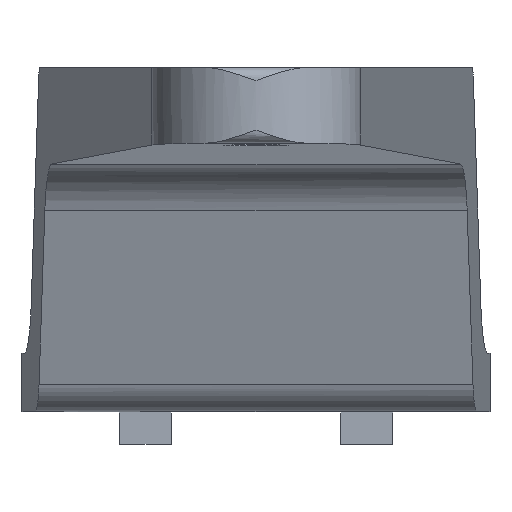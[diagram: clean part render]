
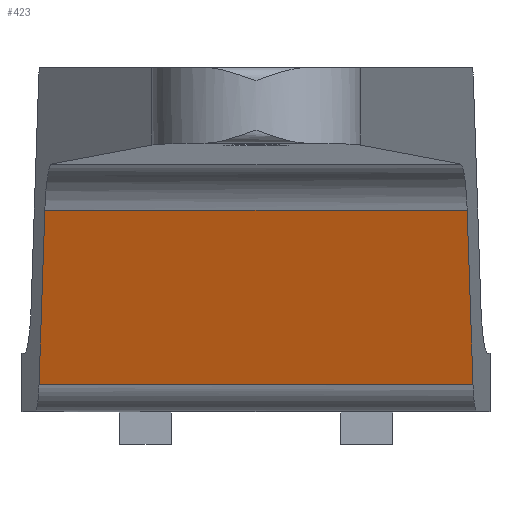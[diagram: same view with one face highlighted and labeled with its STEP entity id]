
A CAD part, front view. The second image highlights one B-rep face of the part: STEP entity #423.
In plain terms, the highlighted planar face has unit normal (0, -0.958, -0.287).
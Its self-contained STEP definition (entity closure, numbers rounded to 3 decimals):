
#237 = VERTEX_POINT ( 'NONE', #1019 ) ;
#262 = EDGE_CURVE ( 'NONE', #237, #263, #1120, .T. ) ;
#263 = VERTEX_POINT ( 'NONE', #1116 ) ;
#332 = ORIENTED_EDGE ( 'NONE', *, *, #419, .T. ) ;
#333 = ORIENTED_EDGE ( 'NONE', *, *, #262, .F. ) ;
#419 = EDGE_CURVE ( 'NONE', #577, #263, #1424, .T. ) ;
#423 = ADVANCED_FACE ( 'NONE', ( #1369 ), #1368, .F. ) ;
#424 = EDGE_LOOP ( 'NONE', ( #425, #427, #332, #333 ) ) ;
#425 = ORIENTED_EDGE ( 'NONE', *, *, #426, .F. ) ;
#426 = EDGE_CURVE ( 'NONE', #580, #237, #1363, .T. ) ;
#427 = ORIENTED_EDGE ( 'NONE', *, *, #579, .F. ) ;
#577 = VERTEX_POINT ( 'NONE', #1538 ) ;
#579 = EDGE_CURVE ( 'NONE', #577, #580, #1537, .T. ) ;
#580 = VERTEX_POINT ( 'NONE', #1528 ) ;
#1019 = CARTESIAN_POINT ( 'NONE',  ( 16.243, 74.188, 15.514 ) ) ;
#1116 = CARTESIAN_POINT ( 'NONE',  ( 16.689, 78.2, 2.138 ) ) ;
#1117 = DIRECTION ( 'NONE',  ( 0.032, 0.287, -0.957 ) ) ;
#1118 = VECTOR ( 'NONE', #1117, 1000. ) ;
#1119 = CARTESIAN_POINT ( 'NONE',  ( 15.219, 64.972, 46.232 ) ) ;
#1120 = LINE ( 'NONE', #1119, #1118 ) ;
#1360 = DIRECTION ( 'NONE',  ( 1., 0., 0. ) ) ;
#1361 = VECTOR ( 'NONE', #1360, 1000. ) ;
#1362 = CARTESIAN_POINT ( 'NONE',  ( -26.5, 74.188, 15.514 ) ) ;
#1363 = LINE ( 'NONE', #1362, #1361 ) ;
#1364 = DIRECTION ( 'NONE',  ( 0., -0.287, 0.958 ) ) ;
#1365 = DIRECTION ( 'NONE',  ( 0., 0.958, 0.287 ) ) ;
#1366 = CARTESIAN_POINT ( 'NONE',  ( -26.5, 74.188, 15.514 ) ) ;
#1367 = AXIS2_PLACEMENT_3D ( 'NONE', #1366, #1365, #1364 ) ;
#1368 = PLANE ( 'NONE',  #1367 ) ;
#1369 = FACE_OUTER_BOUND ( 'NONE', #424, .T. ) ;
#1370 = DIRECTION ( 'NONE',  ( 1., 0., 0. ) ) ;
#1371 = VECTOR ( 'NONE', #1370, 1000. ) ;
#1372 = CARTESIAN_POINT ( 'NONE',  ( -26.5, 78.2, 2.138 ) ) ;
#1424 = LINE ( 'NONE', #1372, #1371 ) ;
#1528 = CARTESIAN_POINT ( 'NONE',  ( -16.243, 74.188, 15.514 ) ) ;
#1529 = DIRECTION ( 'NONE',  ( 0.032, -0.287, 0.957 ) ) ;
#1530 = VECTOR ( 'NONE', #1529, 1000. ) ;
#1531 = CARTESIAN_POINT ( 'NONE',  ( -16.054, 72.487, 21.181 ) ) ;
#1537 = LINE ( 'NONE', #1531, #1530 ) ;
#1538 = CARTESIAN_POINT ( 'NONE',  ( -16.689, 78.2, 2.138 ) ) ;
